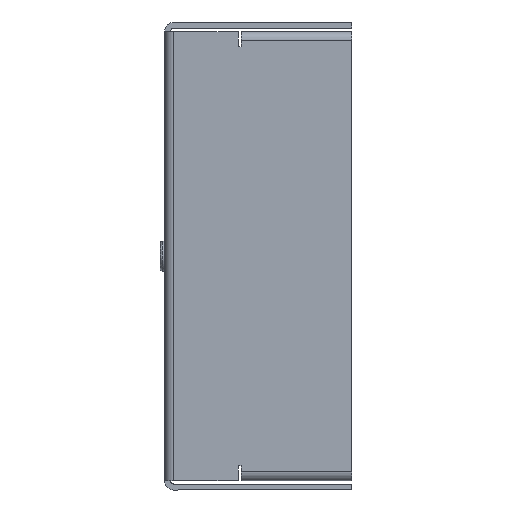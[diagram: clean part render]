
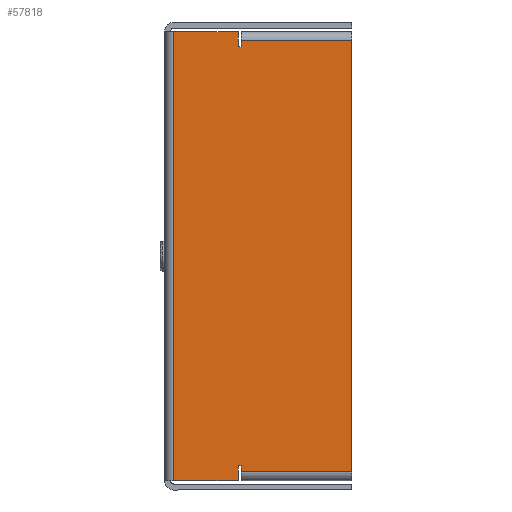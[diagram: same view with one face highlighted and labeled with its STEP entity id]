
A CAD part, front view. The second image highlights one B-rep face of the part: STEP entity #57818.
In plain terms, the highlighted planar face has unit normal (0, -1, 0).
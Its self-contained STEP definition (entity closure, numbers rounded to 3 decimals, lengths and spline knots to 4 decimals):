
#258 = LINE ( 'NONE', #39652, #48413 ) ;
#853 = LINE ( 'NONE', #5673, #11835 ) ;
#2398 = LINE ( 'NONE', #38895, #60022 ) ;
#5673 = CARTESIAN_POINT ( 'NONE',  ( -0.3354, -3.2763, 0.5594 ) ) ;
#5884 = VERTEX_POINT ( 'NONE', #19456 ) ;
#6246 = DIRECTION ( 'NONE',  ( 1., 0., 0. ) ) ;
#6454 = ORIENTED_EDGE ( 'NONE', *, *, #54822, .F. ) ;
#6976 = DIRECTION ( 'NONE',  ( -1., 0., 0. ) ) ;
#7783 = DIRECTION ( 'NONE',  ( 0., 0., -1. ) ) ;
#8011 = LINE ( 'NONE', #43143, #45256 ) ;
#8890 = DIRECTION ( 'NONE',  ( 0., 1., 0. ) ) ;
#8912 = LINE ( 'NONE', #9986, #33708 ) ;
#9056 = ORIENTED_EDGE ( 'NONE', *, *, #40836, .F. ) ;
#9489 = CARTESIAN_POINT ( 'NONE',  ( -1.0754, -3.2763, -0.8911 ) ) ;
#9986 = CARTESIAN_POINT ( 'NONE',  ( -1.5854, -3.2763, 2.0599 ) ) ;
#10337 = DIRECTION ( 'NONE',  ( 0., 0., -1. ) ) ;
#11210 = LINE ( 'NONE', #21044, #47002 ) ;
#11231 = VECTOR ( 'NONE', #59277, 39.3701 ) ;
#11314 = EDGE_CURVE ( 'NONE', #51733, #55363, #53058, .T. ) ;
#11511 = ORIENTED_EDGE ( 'NONE', *, *, #11314, .T. ) ;
#11662 = DIRECTION ( 'NONE',  ( -1., 0., 0. ) ) ;
#11835 = VECTOR ( 'NONE', #10337, 39.3701 ) ;
#12048 = VERTEX_POINT ( 'NONE', #56484 ) ;
#13067 = CARTESIAN_POINT ( 'NONE',  ( -1.0954, -3.2763, -0.8411 ) ) ;
#14161 = DIRECTION ( 'NONE',  ( 0., 0., -1. ) ) ;
#14403 = EDGE_CURVE ( 'NONE', #55363, #46273, #30976, .T. ) ;
#15364 = CARTESIAN_POINT ( 'NONE',  ( -1.0954, -3.2763, 1.9599 ) ) ;
#15670 = CARTESIAN_POINT ( 'NONE',  ( -1.0754, -3.2763, -0.8811 ) ) ;
#16520 = CARTESIAN_POINT ( 'NONE',  ( -1.5254, -3.2763, 2.0599 ) ) ;
#17665 = CARTESIAN_POINT ( 'NONE',  ( -1.0854, -3.2763, -0.8411 ) ) ;
#19124 = EDGE_CURVE ( 'NONE', #29559, #57261, #8912, .T. ) ;
#19159 = CARTESIAN_POINT ( 'NONE',  ( -0.3354, -3.2763, -0.8811 ) ) ;
#19456 = CARTESIAN_POINT ( 'NONE',  ( -1.0954, -3.2763, -0.9411 ) ) ;
#19826 = DIRECTION ( 'NONE',  ( 0., 0., 1. ) ) ;
#19942 = CARTESIAN_POINT ( 'NONE',  ( -1.0754, -3.2763, 1.9599 ) ) ;
#20833 = CARTESIAN_POINT ( 'NONE',  ( -1.5254, -3.2763, -0.9411 ) ) ;
#21044 = CARTESIAN_POINT ( 'NONE',  ( -0.9435, -3.2763, -0.8811 ) ) ;
#23573 = CARTESIAN_POINT ( 'NONE',  ( -1.0754, -3.2763, -0.8411 ) ) ;
#23733 = ORIENTED_EDGE ( 'NONE', *, *, #14403, .T. ) ;
#24840 = LINE ( 'NONE', #32609, #59066 ) ;
#25550 = VERTEX_POINT ( 'NONE', #20833 ) ;
#25562 = EDGE_CURVE ( 'NONE', #5884, #25550, #258, .T. ) ;
#25570 = EDGE_CURVE ( 'NONE', #26646, #46273, #11210, .T. ) ;
#26646 = VERTEX_POINT ( 'NONE', #19159 ) ;
#29559 = VERTEX_POINT ( 'NONE', #16520 ) ;
#30976 = LINE ( 'NONE', #9489, #54311 ) ;
#31213 = VERTEX_POINT ( 'NONE', #19942 ) ;
#31554 = EDGE_CURVE ( 'NONE', #5884, #51733, #24840, .T. ) ;
#32133 = PLANE ( 'NONE',  #44487 ) ;
#32238 = ORIENTED_EDGE ( 'NONE', *, *, #38198, .F. ) ;
#32609 = CARTESIAN_POINT ( 'NONE',  ( -1.0954, -3.2763, -0.8911 ) ) ;
#33708 = VECTOR ( 'NONE', #42668, 39.3701 ) ;
#33976 = ORIENTED_EDGE ( 'NONE', *, *, #31554, .T. ) ;
#35750 = CARTESIAN_POINT ( 'NONE',  ( -1.0754, -3.2763, 2.0099 ) ) ;
#36141 = LINE ( 'NONE', #54620, #11231 ) ;
#36873 = CARTESIAN_POINT ( 'NONE',  ( -0.9435, -3.2763, 0.5594 ) ) ;
#37282 = VECTOR ( 'NONE', #54943, 39.3701 ) ;
#37324 = DIRECTION ( 'NONE',  ( 0., 0., 1. ) ) ;
#38198 = EDGE_CURVE ( 'NONE', #12048, #51237, #2398, .T. ) ;
#38585 = VERTEX_POINT ( 'NONE', #15364 ) ;
#38895 = CARTESIAN_POINT ( 'NONE',  ( -0.9435, -3.2763, 1.9999 ) ) ;
#39652 = CARTESIAN_POINT ( 'NONE',  ( -1.5854, -3.2763, -0.9411 ) ) ;
#40754 = VECTOR ( 'NONE', #54984, 39.3701 ) ;
#40836 = EDGE_CURVE ( 'NONE', #25550, #29559, #8011, .T. ) ;
#41552 = DIRECTION ( 'NONE',  ( -1., 0., 0. ) ) ;
#42668 = DIRECTION ( 'NONE',  ( 1., 0., 0. ) ) ;
#42993 = ORIENTED_EDGE ( 'NONE', *, *, #19124, .F. ) ;
#43031 = EDGE_CURVE ( 'NONE', #38585, #57261, #46704, .T. ) ;
#43143 = CARTESIAN_POINT ( 'NONE',  ( -1.5254, -3.2763, -0.9411 ) ) ;
#44327 = ORIENTED_EDGE ( 'NONE', *, *, #25562, .F. ) ;
#44419 = ORIENTED_EDGE ( 'NONE', *, *, #47966, .T. ) ;
#44487 = AXIS2_PLACEMENT_3D ( 'NONE', #36873, #8890, #41552 ) ;
#45256 = VECTOR ( 'NONE', #19826, 39.3701 ) ;
#45971 = CARTESIAN_POINT ( 'NONE',  ( -0.3354, -3.2763, 1.9999 ) ) ;
#46273 = VERTEX_POINT ( 'NONE', #15670 ) ;
#46704 = LINE ( 'NONE', #50854, #37282 ) ;
#47002 = VECTOR ( 'NONE', #6976, 39.3701 ) ;
#47433 = ORIENTED_EDGE ( 'NONE', *, *, #43031, .T. ) ;
#47758 = LINE ( 'NONE', #35750, #50701 ) ;
#47966 = EDGE_CURVE ( 'NONE', #31213, #38585, #36141, .T. ) ;
#48304 = EDGE_LOOP ( 'NONE', ( #42993, #9056, #44327, #33976, #11511, #23733, #59443, #6454, #32238, #48436, #44419, #47433 ) ) ;
#48413 = VECTOR ( 'NONE', #11662, 39.3701 ) ;
#48436 = ORIENTED_EDGE ( 'NONE', *, *, #53062, .T. ) ;
#50701 = VECTOR ( 'NONE', #7783, 39.3701 ) ;
#50854 = CARTESIAN_POINT ( 'NONE',  ( -1.0954, -3.2763, 2.0099 ) ) ;
#51237 = VERTEX_POINT ( 'NONE', #45971 ) ;
#51733 = VERTEX_POINT ( 'NONE', #13067 ) ;
#53058 = LINE ( 'NONE', #17665, #40754 ) ;
#53062 = EDGE_CURVE ( 'NONE', #12048, #31213, #47758, .T. ) ;
#54311 = VECTOR ( 'NONE', #14161, 39.3701 ) ;
#54620 = CARTESIAN_POINT ( 'NONE',  ( -1.0854, -3.2763, 1.9599 ) ) ;
#54822 = EDGE_CURVE ( 'NONE', #51237, #26646, #853, .T. ) ;
#54943 = DIRECTION ( 'NONE',  ( 0., 0., 1. ) ) ;
#54984 = DIRECTION ( 'NONE',  ( 1., 0., 0. ) ) ;
#55363 = VERTEX_POINT ( 'NONE', #23573 ) ;
#56015 = CARTESIAN_POINT ( 'NONE',  ( -1.0954, -3.2763, 2.0599 ) ) ;
#56484 = CARTESIAN_POINT ( 'NONE',  ( -1.0754, -3.2763, 1.9999 ) ) ;
#57261 = VERTEX_POINT ( 'NONE', #56015 ) ;
#57818 = ADVANCED_FACE ( 'NONE', ( #58726 ), #32133, .F. ) ;
#58726 = FACE_OUTER_BOUND ( 'NONE', #48304, .T. ) ;
#59066 = VECTOR ( 'NONE', #37324, 39.3701 ) ;
#59277 = DIRECTION ( 'NONE',  ( -1., 0., 0. ) ) ;
#59443 = ORIENTED_EDGE ( 'NONE', *, *, #25570, .F. ) ;
#60022 = VECTOR ( 'NONE', #6246, 39.3701 ) ;
